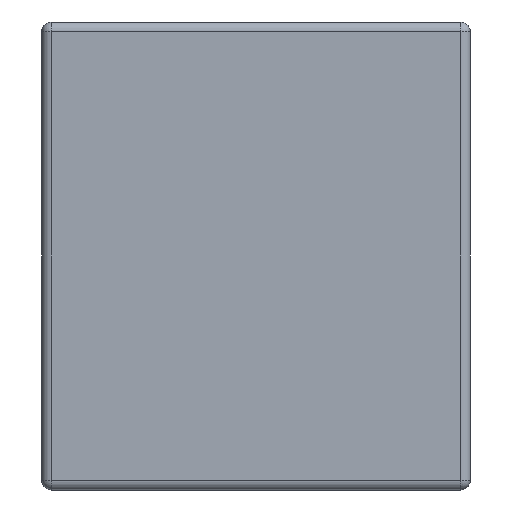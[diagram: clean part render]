
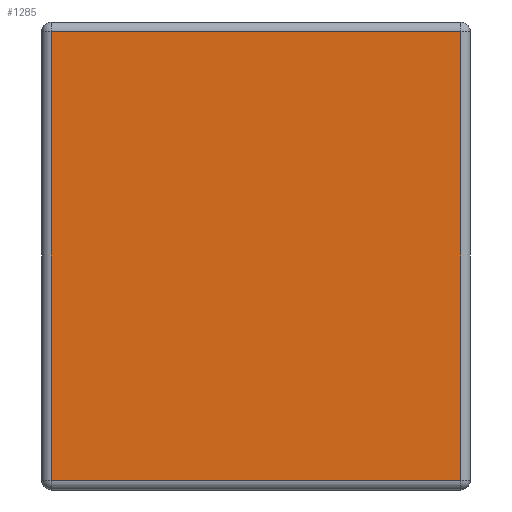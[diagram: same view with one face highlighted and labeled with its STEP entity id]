
A CAD part, left-side view. The second image highlights one B-rep face of the part: STEP entity #1285.
In plain terms, the highlighted planar face has unit normal (-1, 0, 0).
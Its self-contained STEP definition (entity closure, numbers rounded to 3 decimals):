
#319 = PLANE ( 'NONE',  #428 ) ;
#362 = FACE_OUTER_BOUND ( 'NONE', #3029, .T. ) ;
#428 = AXIS2_PLACEMENT_3D ( 'NONE', #3951, #2819, #1421 ) ;
#685 = VERTEX_POINT ( 'NONE', #3587 ) ;
#710 = CARTESIAN_POINT ( 'NONE',  ( 0., 0., -0.93 ) ) ;
#728 = DIRECTION ( 'NONE',  ( 0., -1., 0. ) ) ;
#745 = VERTEX_POINT ( 'NONE', #4039 ) ;
#1285 = ADVANCED_FACE ( 'NONE', ( #362 ), #319, .T. ) ;
#1293 = CARTESIAN_POINT ( 'NONE',  ( 0., 0.02, -0.02 ) ) ;
#1421 = DIRECTION ( 'NONE',  ( 0., 0., 1. ) ) ;
#1558 = VECTOR ( 'NONE', #4773, 1000. ) ;
#1713 = ORIENTED_EDGE ( 'NONE', *, *, #4632, .T. ) ;
#1869 = ORIENTED_EDGE ( 'NONE', *, *, #2201, .T. ) ;
#1887 = DIRECTION ( 'NONE',  ( 0., 0., 1. ) ) ;
#1966 = VECTOR ( 'NONE', #728, 1000. ) ;
#1978 = LINE ( 'NONE', #3832, #1558 ) ;
#2099 = LINE ( 'NONE', #710, #1966 ) ;
#2199 = VERTEX_POINT ( 'NONE', #1293 ) ;
#2201 = EDGE_CURVE ( 'NONE', #2199, #685, #3923, .T. ) ;
#2230 = EDGE_CURVE ( 'NONE', #685, #3083, #1978, .T. ) ;
#2584 = ORIENTED_EDGE ( 'NONE', *, *, #3818, .T. ) ;
#2647 = ORIENTED_EDGE ( 'NONE', *, *, #2230, .T. ) ;
#2737 = DIRECTION ( 'NONE',  ( 0., 1., 0. ) ) ;
#2819 = DIRECTION ( 'NONE',  ( -1., 0., 0. ) ) ;
#3029 = EDGE_LOOP ( 'NONE', ( #1713, #2584, #1869, #2647 ) ) ;
#3082 = VECTOR ( 'NONE', #1887, 1000. ) ;
#3083 = VERTEX_POINT ( 'NONE', #3139 ) ;
#3139 = CARTESIAN_POINT ( 'NONE',  ( 0., 0.85, -0.93 ) ) ;
#3266 = CARTESIAN_POINT ( 'NONE',  ( 0., 0.02, 0. ) ) ;
#3587 = CARTESIAN_POINT ( 'NONE',  ( 0., 0.85, -0.02 ) ) ;
#3818 = EDGE_CURVE ( 'NONE', #745, #2199, #4065, .T. ) ;
#3832 = CARTESIAN_POINT ( 'NONE',  ( 0., 0.85, -0.95 ) ) ;
#3923 = LINE ( 'NONE', #4329, #4336 ) ;
#3951 = CARTESIAN_POINT ( 'NONE',  ( 0., 0., 0. ) ) ;
#4039 = CARTESIAN_POINT ( 'NONE',  ( 0., 0.02, -0.93 ) ) ;
#4065 = LINE ( 'NONE', #3266, #3082 ) ;
#4329 = CARTESIAN_POINT ( 'NONE',  ( 0., 0.87, -0.02 ) ) ;
#4336 = VECTOR ( 'NONE', #2737, 1000. ) ;
#4632 = EDGE_CURVE ( 'NONE', #3083, #745, #2099, .T. ) ;
#4773 = DIRECTION ( 'NONE',  ( 0., 0., -1. ) ) ;
